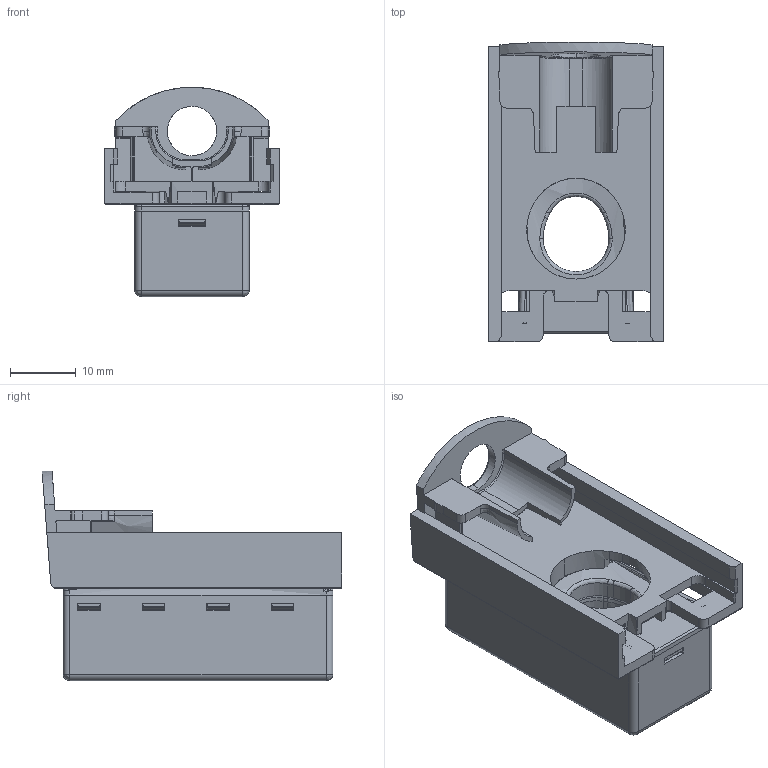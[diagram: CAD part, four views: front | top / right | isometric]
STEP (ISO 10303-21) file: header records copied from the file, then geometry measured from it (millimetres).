
FILE_DESCRIPTION (( 'STEP AP203' ), '1' );
FILE_NAME ('8880124.STEP', '2015-06-24T09:14:31', ( '' ), ( '' ), 'SwSTEP 2.0', 'SolidWorks 2015', '' );
FILE_SCHEMA (( 'CONFIG_CONTROL_DESIGN' ));
Length unit declared in the file: millimetre
Products named in the file (1): 8880124
Bounding box: 26.5 x 45.52 x 31.79 mm (x, y, z)
Surface area: 9077.8 mm2 (no closed solid volume)
Topology: 0 solids, 15 shells, 416 faces, 1319 edges, 860 vertices
Faces by surface type: plane 193, cylinder 133, bspline 75, cone 15
Entity records: 16958 total; most frequent: CARTESIAN_POINT 6277, ORIENTED_EDGE 2180, DIRECTION 1976, EDGE_CURVE 1291, VERTEX_POINT 860, LINE 818, VECTOR 818, AXIS2_PLACEMENT_3D 579
